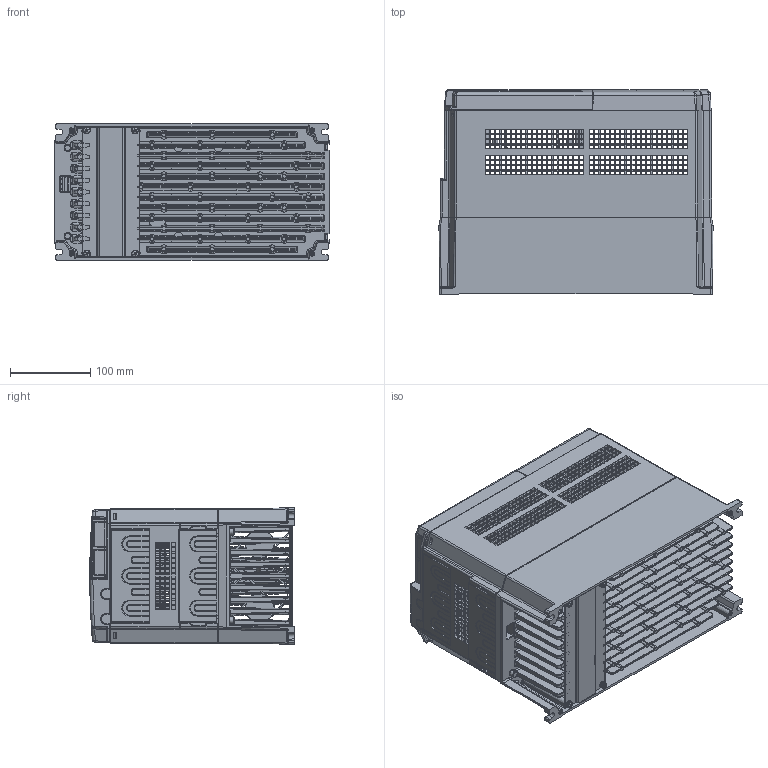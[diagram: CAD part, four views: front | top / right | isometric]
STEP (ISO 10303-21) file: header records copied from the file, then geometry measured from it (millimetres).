
FILE_DESCRIPTION (( 'STEP AP214' ), '1' );
FILE_NAME ('G0.F5.T00-0000 KEB-COMBIVERT.STEP', '2008-07-01T07:35:17', ( 'KEB' ), ( 'Karl E. Brinkmann GmbH' ), 'SwSTEP 2.0', 'SolidWorks 2007', '' );
FILE_SCHEMA (( 'AUTOMOTIVE_DESIGN' ));
Length unit declared in the file: millimetre
Products named in the file (2): G0.F5.T00-0000 KEB-COMBIVERT.sldasm-Part-1_Standard; G0.F5.T00-0000 KEB-COMBIVERT
Assembly tree (1 placements, depth 2):
  G0.F5.T00-0000 KEB-COMBIVERT
    G0.F5.T00-0000 KEB-COMBIVERT.sldasm-Part-1_Standard
Bounding box: 341.8 x 255 x 170 mm (x, y, z)
Surface area: 1274650.6 mm2 (no closed solid volume)
Topology: 0 solids, 160 shells, 4794 faces, 20789 edges, 15018 vertices
Faces by surface type: plane 3334, cylinder 583, bspline 393, cone 268, torus 192, sphere 24
Entity records: 247858 total; most frequent: CARTESIAN_POINT 63938, ORIENTED_EDGE 34679, DIRECTION 30304, EDGE_CURVE 20766, VECTOR 15784, LINE 15784, VERTEX_POINT 15018, AXIS2_PLACEMENT_3D 7260
